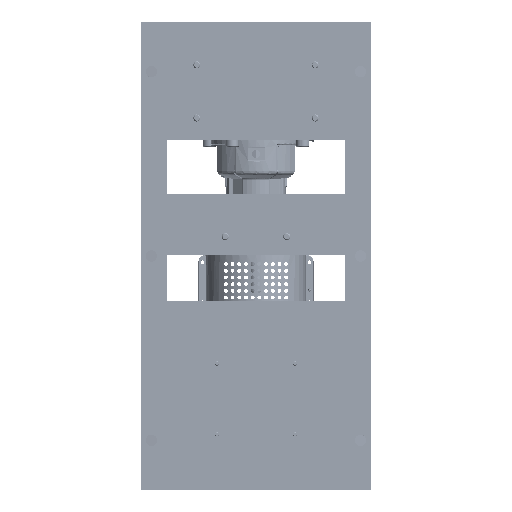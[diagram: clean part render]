
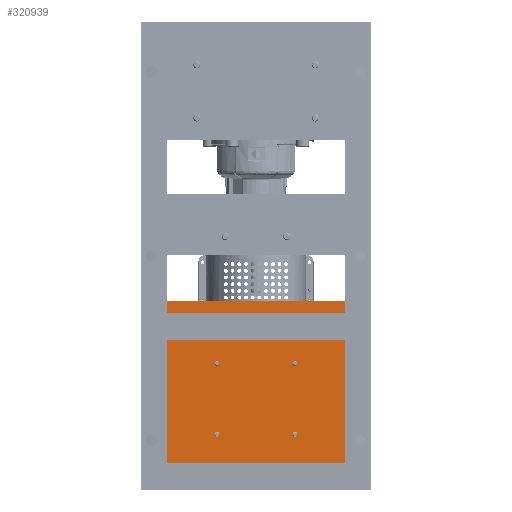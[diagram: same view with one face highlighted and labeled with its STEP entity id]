
A CAD part, front view. The second image highlights one B-rep face of the part: STEP entity #320939.
In plain terms, the highlighted planar face has unit normal (0, -1, 0).
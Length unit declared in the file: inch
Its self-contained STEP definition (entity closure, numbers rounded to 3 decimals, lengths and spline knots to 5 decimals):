
#293 = EDGE_CURVE ( 'NONE', #288407, #123630, #170356, .T. ) ;
#4812 = DIRECTION ( 'NONE',  ( 0., 0., 1. ) ) ;
#8934 = CARTESIAN_POINT ( 'NONE',  ( 6.5, 0., -7.79 ) ) ;
#11205 = VERTEX_POINT ( 'NONE', #281134 ) ;
#30337 = CIRCLE ( 'NONE', #274542, 0.17 ) ;
#31184 = CARTESIAN_POINT ( 'NONE',  ( -6.5, 0., -7.79 ) ) ;
#32632 = ORIENTED_EDGE ( 'NONE', *, *, #293, .F. ) ;
#39370 = ORIENTED_EDGE ( 'NONE', *, *, #320663, .F. ) ;
#42935 = AXIS2_PLACEMENT_3D ( 'NONE', #164726, #53607, #221072 ) ;
#47886 = EDGE_LOOP ( 'NONE', ( #216206, #88267 ) ) ;
#52677 = DIRECTION ( 'NONE',  ( 0., 0., 1. ) ) ;
#53607 = DIRECTION ( 'NONE',  ( 0., -1., 0. ) ) ;
#54629 = CIRCLE ( 'NONE', #269813, 0.17 ) ;
#56839 = LINE ( 'NONE', #200604, #357194 ) ;
#60438 = EDGE_CURVE ( 'NONE', #85472, #188910, #64201, .T. ) ;
#64201 = LINE ( 'NONE', #258966, #275396 ) ;
#64476 = CARTESIAN_POINT ( 'NONE',  ( -2.92324, 0., -2.75 ) ) ;
#67316 = CARTESIAN_POINT ( 'NONE',  ( 2.24676, 0., 2.75 ) ) ;
#67627 = CARTESIAN_POINT ( 'NONE',  ( 0., 0., 0. ) ) ;
#73823 = CARTESIAN_POINT ( 'NONE',  ( 1.90676, 0., -2.75 ) ) ;
#76572 = EDGE_CURVE ( 'NONE', #250751, #79335, #239053, .T. ) ;
#79335 = VERTEX_POINT ( 'NONE', #318642 ) ;
#83584 = VECTOR ( 'NONE', #230645, 39.37008 ) ;
#85472 = VERTEX_POINT ( 'NONE', #31184 ) ;
#88267 = ORIENTED_EDGE ( 'NONE', *, *, #201468, .F. ) ;
#94964 = FACE_OUTER_BOUND ( 'NONE', #264654, .T. ) ;
#98602 = CARTESIAN_POINT ( 'NONE',  ( -3.09324, 0., -2.75 ) ) ;
#103708 = DIRECTION ( 'NONE',  ( 0., -1., 0. ) ) ;
#105532 = CARTESIAN_POINT ( 'NONE',  ( 2.07676, 0., -2.75 ) ) ;
#106153 = VECTOR ( 'NONE', #277071, 39.37008 ) ;
#111761 = CARTESIAN_POINT ( 'NONE',  ( -2.75324, 0., 2.75 ) ) ;
#115865 = CARTESIAN_POINT ( 'NONE',  ( -2.92324, 0., 2.75 ) ) ;
#116900 = ORIENTED_EDGE ( 'NONE', *, *, #234552, .F. ) ;
#120343 = VERTEX_POINT ( 'NONE', #67316 ) ;
#120454 = DIRECTION ( 'NONE',  ( 1., 0., 0. ) ) ;
#121407 = ORIENTED_EDGE ( 'NONE', *, *, #253445, .F. ) ;
#122239 = FACE_BOUND ( 'NONE', #47886, .T. ) ;
#122418 = DIRECTION ( 'NONE',  ( 0., -1., 0. ) ) ;
#123029 = DIRECTION ( 'NONE',  ( 0., -1., 0. ) ) ;
#123630 = VERTEX_POINT ( 'NONE', #260918 ) ;
#125883 = CARTESIAN_POINT ( 'NONE',  ( 1.90676, 0., 2.75 ) ) ;
#128484 = ORIENTED_EDGE ( 'NONE', *, *, #345176, .F. ) ;
#138955 = CIRCLE ( 'NONE', #179754, 0.17 ) ;
#140803 = DIRECTION ( 'NONE',  ( 0., 0., 1. ) ) ;
#141907 = EDGE_CURVE ( 'NONE', #212162, #311285, #298973, .T. ) ;
#148749 = LINE ( 'NONE', #206924, #83584 ) ;
#150608 = EDGE_CURVE ( 'NONE', #120343, #205483, #275692, .T. ) ;
#163338 = EDGE_LOOP ( 'NONE', ( #300374, #121407 ) ) ;
#164613 = AXIS2_PLACEMENT_3D ( 'NONE', #315394, #202594, #313591 ) ;
#164726 = CARTESIAN_POINT ( 'NONE',  ( 2.07676, 0., -2.75 ) ) ;
#169866 = ORIENTED_EDGE ( 'NONE', *, *, #141907, .F. ) ;
#170356 = CIRCLE ( 'NONE', #164613, 0.17 ) ;
#174205 = CIRCLE ( 'NONE', #255506, 0.17 ) ;
#179754 = AXIS2_PLACEMENT_3D ( 'NONE', #197182, #279087, #140803 ) ;
#182290 = DIRECTION ( 'NONE',  ( 0., 1., 0. ) ) ;
#183546 = ORIENTED_EDGE ( 'NONE', *, *, #205160, .F. ) ;
#188910 = VERTEX_POINT ( 'NONE', #191530 ) ;
#191530 = CARTESIAN_POINT ( 'NONE',  ( -6.5, 0., 7.79 ) ) ;
#197182 = CARTESIAN_POINT ( 'NONE',  ( 2.07676, 0., 2.75 ) ) ;
#200604 = CARTESIAN_POINT ( 'NONE',  ( -6.5, 0., 7.79 ) ) ;
#201468 = EDGE_CURVE ( 'NONE', #79335, #250751, #30337, .T. ) ;
#202594 = DIRECTION ( 'NONE',  ( 0., -1., 0. ) ) ;
#205160 = EDGE_CURVE ( 'NONE', #311285, #85472, #148749, .T. ) ;
#205483 = VERTEX_POINT ( 'NONE', #125883 ) ;
#205982 = PLANE ( 'NONE',  #212210 ) ;
#206924 = CARTESIAN_POINT ( 'NONE',  ( -6.5, 0., -7.79 ) ) ;
#212162 = VERTEX_POINT ( 'NONE', #349176 ) ;
#212210 = AXIS2_PLACEMENT_3D ( 'NONE', #67627, #182290, #293247 ) ;
#212972 = DIRECTION ( 'NONE',  ( 0., 0., 1. ) ) ;
#216206 = ORIENTED_EDGE ( 'NONE', *, *, #76572, .F. ) ;
#221072 = DIRECTION ( 'NONE',  ( 0., 0., 1. ) ) ;
#230645 = DIRECTION ( 'NONE',  ( -1., 0., 0. ) ) ;
#231572 = VERTEX_POINT ( 'NONE', #73823 ) ;
#233460 = DIRECTION ( 'NONE',  ( 0., 0., 1. ) ) ;
#234552 = EDGE_CURVE ( 'NONE', #205483, #120343, #138955, .T. ) ;
#236845 = FACE_BOUND ( 'NONE', #163338, .T. ) ;
#239053 = CIRCLE ( 'NONE', #262217, 0.17 ) ;
#239512 = ORIENTED_EDGE ( 'NONE', *, *, #150608, .F. ) ;
#242628 = DIRECTION ( 'NONE',  ( 0., -1., 0. ) ) ;
#250751 = VERTEX_POINT ( 'NONE', #98602 ) ;
#253129 = EDGE_CURVE ( 'NONE', #231572, #11205, #54629, .T. ) ;
#253445 = EDGE_CURVE ( 'NONE', #11205, #231572, #322009, .T. ) ;
#255506 = AXIS2_PLACEMENT_3D ( 'NONE', #115865, #123029, #4812 ) ;
#258966 = CARTESIAN_POINT ( 'NONE',  ( -6.5, 0., -7.79 ) ) ;
#260918 = CARTESIAN_POINT ( 'NONE',  ( -3.09324, 0., 2.75 ) ) ;
#262217 = AXIS2_PLACEMENT_3D ( 'NONE', #348010, #122418, #233460 ) ;
#264654 = EDGE_LOOP ( 'NONE', ( #169866, #39370, #321530, #183546 ) ) ;
#269813 = AXIS2_PLACEMENT_3D ( 'NONE', #105532, #331165, #52677 ) ;
#274542 = AXIS2_PLACEMENT_3D ( 'NONE', #64476, #242628, #278449 ) ;
#275260 = CARTESIAN_POINT ( 'NONE',  ( 6.5, 0., -7.79 ) ) ;
#275396 = VECTOR ( 'NONE', #279063, 39.37008 ) ;
#275692 = CIRCLE ( 'NONE', #339610, 0.17 ) ;
#277071 = DIRECTION ( 'NONE',  ( 0., 0., -1. ) ) ;
#278449 = DIRECTION ( 'NONE',  ( 0., 0., 1. ) ) ;
#279063 = DIRECTION ( 'NONE',  ( 0., 0., 1. ) ) ;
#279087 = DIRECTION ( 'NONE',  ( 0., -1., 0. ) ) ;
#281134 = CARTESIAN_POINT ( 'NONE',  ( 2.24676, 0., -2.75 ) ) ;
#286141 = EDGE_LOOP ( 'NONE', ( #128484, #32632 ) ) ;
#288407 = VERTEX_POINT ( 'NONE', #111761 ) ;
#293247 = DIRECTION ( 'NONE',  ( 0., 0., 1. ) ) ;
#298973 = LINE ( 'NONE', #275260, #106153 ) ;
#300374 = ORIENTED_EDGE ( 'NONE', *, *, #253129, .F. ) ;
#311285 = VERTEX_POINT ( 'NONE', #8934 ) ;
#313591 = DIRECTION ( 'NONE',  ( 0., 0., 1. ) ) ;
#315394 = CARTESIAN_POINT ( 'NONE',  ( -2.92324, 0., 2.75 ) ) ;
#318642 = CARTESIAN_POINT ( 'NONE',  ( -2.75324, 0., -2.75 ) ) ;
#320663 = EDGE_CURVE ( 'NONE', #188910, #212162, #56839, .T. ) ;
#320939 = ADVANCED_FACE ( 'NONE', ( #236845, #122239, #344266, #347825, #94964 ), #205982, .F. ) ;
#321530 = ORIENTED_EDGE ( 'NONE', *, *, #60438, .F. ) ;
#322009 = CIRCLE ( 'NONE', #42935, 0.17 ) ;
#327569 = CARTESIAN_POINT ( 'NONE',  ( 2.07676, 0., 2.75 ) ) ;
#331165 = DIRECTION ( 'NONE',  ( 0., -1., 0. ) ) ;
#339610 = AXIS2_PLACEMENT_3D ( 'NONE', #327569, #103708, #212972 ) ;
#344266 = FACE_BOUND ( 'NONE', #286141, .T. ) ;
#345176 = EDGE_CURVE ( 'NONE', #123630, #288407, #174205, .T. ) ;
#347825 = FACE_BOUND ( 'NONE', #351802, .T. ) ;
#348010 = CARTESIAN_POINT ( 'NONE',  ( -2.92324, 0., -2.75 ) ) ;
#349176 = CARTESIAN_POINT ( 'NONE',  ( 6.5, 0., 7.79 ) ) ;
#351802 = EDGE_LOOP ( 'NONE', ( #116900, #239512 ) ) ;
#357194 = VECTOR ( 'NONE', #120454, 39.37008 ) ;
